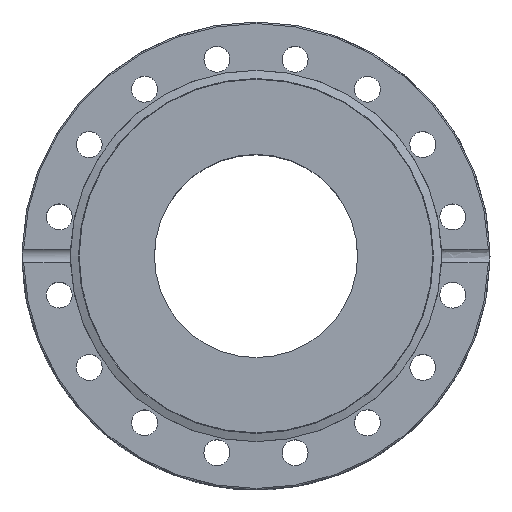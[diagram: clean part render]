
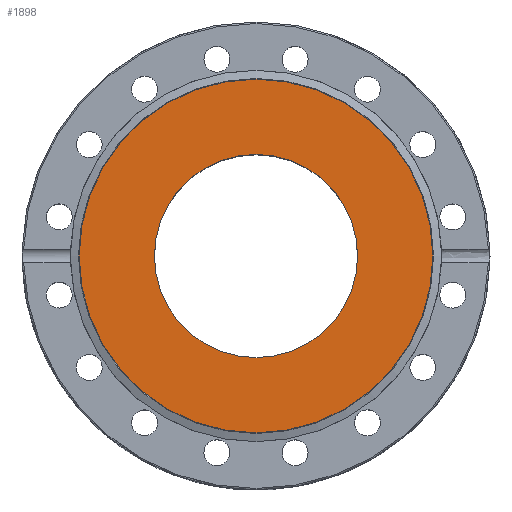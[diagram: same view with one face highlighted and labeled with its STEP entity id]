
A CAD part, top view. The second image highlights one B-rep face of the part: STEP entity #1898.
In plain terms, the highlighted planar face has unit normal (0, 0, 1).
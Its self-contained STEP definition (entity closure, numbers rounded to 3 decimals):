
#723=CARTESIAN_POINT('',(-33.0,0.,18.8));
#724=VERTEX_POINT('',#723);
#725=CARTESIAN_POINT('',(0.,0.,18.8));
#726=DIRECTION('',(0.0,0.0,-1.0));
#727=DIRECTION('',(1.0,0.0,0.0));
#728=AXIS2_PLACEMENT_3D('',#725,#726,#727);
#729=CIRCLE('',#728,33.0);
#730=EDGE_CURVE('',#724,#724,#729,.T.);
#1872=CARTESIAN_POINT('',(0.,-57.432,18.8));
#1873=VERTEX_POINT('',#1872);
#1874=CARTESIAN_POINT('',(0.,0.,18.8));
#1875=DIRECTION('',(0.0,0.0,-1.0));
#1876=DIRECTION('',(0.0,-1.0,0.0));
#1877=AXIS2_PLACEMENT_3D('',#1874,#1875,#1876);
#1878=CIRCLE('',#1877,57.432);
#1879=EDGE_CURVE('',#1873,#1873,#1878,.T.);
#1887=CARTESIAN_POINT('',(0.,-28.716,18.8));
#1888=DIRECTION('',(0.0,0.0,-1.0));
#1889=DIRECTION('',(-1.0,0.0,0.0));
#1890=AXIS2_PLACEMENT_3D('',#1887,#1888,#1889);
#1891=PLANE('',#1890);
#1892=ORIENTED_EDGE('',*,*,#1879,.F.);
#1893=EDGE_LOOP('',(#1892));
#1894=FACE_OUTER_BOUND('',#1893,.T.);
#1895=ORIENTED_EDGE('',*,*,#730,.T.);
#1896=EDGE_LOOP('',(#1895));
#1897=FACE_BOUND('',#1896,.T.);
#1898=ADVANCED_FACE('',(#1894,#1897),#1891,.F.);
